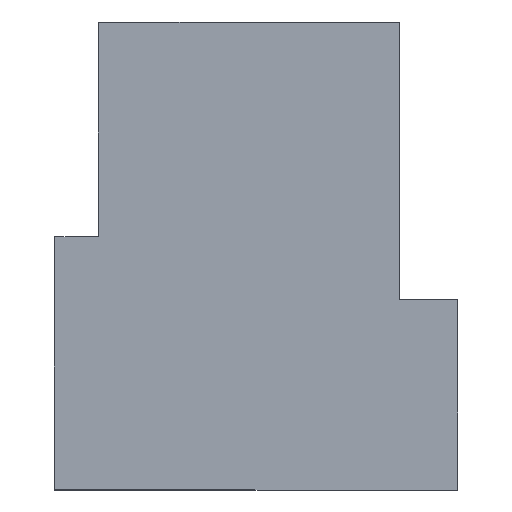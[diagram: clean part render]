
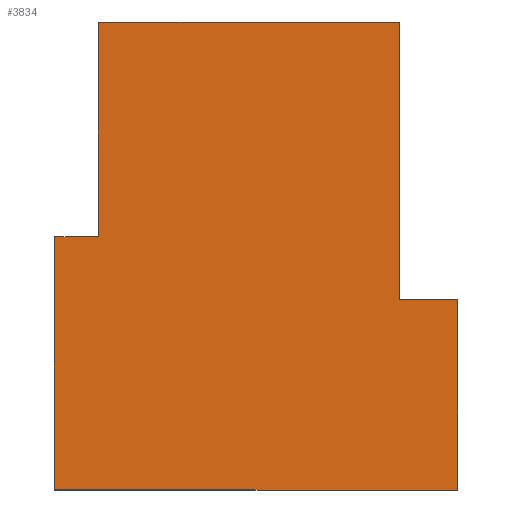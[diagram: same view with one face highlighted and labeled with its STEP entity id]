
A CAD part, front view. The second image highlights one B-rep face of the part: STEP entity #3834.
In plain terms, the highlighted planar face has unit normal (0, -1, 0).
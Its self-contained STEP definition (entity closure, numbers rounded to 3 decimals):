
#22 = VERTEX_POINT ( 'NONE', #2855 ) ;
#62 = CARTESIAN_POINT ( 'NONE',  ( 10.3, -10.2, 16. ) ) ;
#121 = CIRCLE ( 'NONE', #2943, 0.05 ) ;
#196 = DIRECTION ( 'NONE',  ( 0., 0., 1. ) ) ;
#244 = CARTESIAN_POINT ( 'NONE',  ( -10.35, -10.2, 1.35 ) ) ;
#248 = VERTEX_POINT ( 'NONE', #4126 ) ;
#284 = CIRCLE ( 'NONE', #1327, 0.05 ) ;
#351 = EDGE_CURVE ( 'NONE', #2389, #4107, #2538, .T. ) ;
#462 = CARTESIAN_POINT ( 'NONE',  ( 10.35, -10.2, -2.95 ) ) ;
#521 = DIRECTION ( 'NONE',  ( 0., 0., 1. ) ) ;
#574 = DIRECTION ( 'NONE',  ( 0., 0., 1. ) ) ;
#594 = VECTOR ( 'NONE', #2608, 1000. ) ;
#692 = LINE ( 'NONE', #955, #594 ) ;
#695 = VECTOR ( 'NONE', #2491, 1000. ) ;
#781 = DIRECTION ( 'NONE',  ( 0., -1., 0. ) ) ;
#800 = LINE ( 'NONE', #3758, #4209 ) ;
#804 = DIRECTION ( 'NONE',  ( 0., 0., 1. ) ) ;
#807 = ORIENTED_EDGE ( 'NONE', *, *, #3902, .F. ) ;
#860 = EDGE_CURVE ( 'NONE', #3914, #2563, #2966, .T. ) ;
#902 = CIRCLE ( 'NONE', #1236, 0.05 ) ;
#949 = ORIENTED_EDGE ( 'NONE', *, *, #2124, .F. ) ;
#955 = CARTESIAN_POINT ( 'NONE',  ( 10.3, -10.2, -3. ) ) ;
#998 = AXIS2_PLACEMENT_3D ( 'NONE', #244, #2574, #574 ) ;
#1004 = VECTOR ( 'NONE', #3981, 1000. ) ;
#1007 = ORIENTED_EDGE ( 'NONE', *, *, #1612, .F. ) ;
#1013 = CIRCLE ( 'NONE', #3805, 0.05 ) ;
#1014 = ORIENTED_EDGE ( 'NONE', *, *, #1463, .T. ) ;
#1102 = CARTESIAN_POINT ( 'NONE',  ( 10.3, -10.2, 15.95 ) ) ;
#1105 = CIRCLE ( 'NONE', #2947, 0.05 ) ;
#1117 = DIRECTION ( 'NONE',  ( 0., 0., 1. ) ) ;
#1173 = ORIENTED_EDGE ( 'NONE', *, *, #3084, .F. ) ;
#1236 = AXIS2_PLACEMENT_3D ( 'NONE', #3225, #1255, #2278 ) ;
#1246 = VERTEX_POINT ( 'NONE', #2916 ) ;
#1255 = DIRECTION ( 'NONE',  ( 0., -1., 0. ) ) ;
#1269 = PLANE ( 'NONE',  #4058 ) ;
#1270 = CARTESIAN_POINT ( 'NONE',  ( 14.3, -10.2, -3. ) ) ;
#1290 = AXIS2_PLACEMENT_3D ( 'NONE', #3978, #2681, #1713 ) ;
#1327 = AXIS2_PLACEMENT_3D ( 'NONE', #3083, #3402, #1117 ) ;
#1392 = CARTESIAN_POINT ( 'NONE',  ( 14.3, -10.2, -16. ) ) ;
#1422 = CARTESIAN_POINT ( 'NONE',  ( 10.25, -10.2, 15.95 ) ) ;
#1437 = ORIENTED_EDGE ( 'NONE', *, *, #2948, .T. ) ;
#1452 = DIRECTION ( 'NONE',  ( 0., 0., 1. ) ) ;
#1463 = EDGE_CURVE ( 'NONE', #1502, #3792, #284, .T. ) ;
#1500 = VERTEX_POINT ( 'NONE', #1102 ) ;
#1502 = VERTEX_POINT ( 'NONE', #4028 ) ;
#1539 = ORIENTED_EDGE ( 'NONE', *, *, #3751, .F. ) ;
#1556 = EDGE_CURVE ( 'NONE', #1896, #4107, #1105, .T. ) ;
#1572 = DIRECTION ( 'NONE',  ( 1., 0., 0. ) ) ;
#1573 = ORIENTED_EDGE ( 'NONE', *, *, #2056, .F. ) ;
#1608 = CIRCLE ( 'NONE', #998, 0.05 ) ;
#1612 = EDGE_CURVE ( 'NONE', #1500, #1246, #2454, .T. ) ;
#1613 = VECTOR ( 'NONE', #2253, 1000. ) ;
#1657 = EDGE_CURVE ( 'NONE', #1500, #3488, #3579, .T. ) ;
#1713 = DIRECTION ( 'NONE',  ( 0., 0., 1. ) ) ;
#1763 = DIRECTION ( 'NONE',  ( 0., 0., 1. ) ) ;
#1852 = CARTESIAN_POINT ( 'NONE',  ( -10.3, -10.2, 1.3 ) ) ;
#1896 = VERTEX_POINT ( 'NONE', #3923 ) ;
#2056 = EDGE_CURVE ( 'NONE', #3914, #3640, #3341, .T. ) ;
#2091 = VECTOR ( 'NONE', #1572, 1000. ) ;
#2124 = EDGE_CURVE ( 'NONE', #22, #2563, #692, .T. ) ;
#2154 = CARTESIAN_POINT ( 'NONE',  ( -10.3, -10.2, 16. ) ) ;
#2181 = DIRECTION ( 'NONE',  ( 0., 1., 0. ) ) ;
#2249 = ORIENTED_EDGE ( 'NONE', *, *, #3025, .F. ) ;
#2253 = DIRECTION ( 'NONE',  ( 0., 0., -1. ) ) ;
#2271 = ORIENTED_EDGE ( 'NONE', *, *, #2801, .T. ) ;
#2278 = DIRECTION ( 'NONE',  ( 0., 0., 1. ) ) ;
#2352 = FACE_OUTER_BOUND ( 'NONE', #2411, .T. ) ;
#2380 = ORIENTED_EDGE ( 'NONE', *, *, #351, .F. ) ;
#2389 = VERTEX_POINT ( 'NONE', #3931 ) ;
#2411 = EDGE_LOOP ( 'NONE', ( #2249, #2622, #2380, #2904, #1573, #3031, #949, #2577, #1007, #3657, #1173, #1014, #1539, #2271, #807, #1437 ) ) ;
#2417 = CARTESIAN_POINT ( 'NONE',  ( -13.25, -10.2, 1.3 ) ) ;
#2424 = CARTESIAN_POINT ( 'NONE',  ( -13.25, -10.2, -15.95 ) ) ;
#2426 = VECTOR ( 'NONE', #3684, 1000. ) ;
#2454 = LINE ( 'NONE', #62, #1004 ) ;
#2468 = LINE ( 'NONE', #2154, #695 ) ;
#2491 = DIRECTION ( 'NONE',  ( 1., 0., 0. ) ) ;
#2538 = LINE ( 'NONE', #1392, #2426 ) ;
#2552 = CARTESIAN_POINT ( 'NONE',  ( -13.3, -10.2, 1.3 ) ) ;
#2563 = VERTEX_POINT ( 'NONE', #4060 ) ;
#2574 = DIRECTION ( 'NONE',  ( 0., 1., 0. ) ) ;
#2577 = ORIENTED_EDGE ( 'NONE', *, *, #2990, .T. ) ;
#2608 = DIRECTION ( 'NONE',  ( 1., 0., 0. ) ) ;
#2622 = ORIENTED_EDGE ( 'NONE', *, *, #1556, .T. ) ;
#2629 = CARTESIAN_POINT ( 'NONE',  ( -13.25, -10.2, -16. ) ) ;
#2681 = DIRECTION ( 'NONE',  ( 0., -1., 0. ) ) ;
#2773 = CARTESIAN_POINT ( 'NONE',  ( -13.25, -10.2, 1.25 ) ) ;
#2789 = DIRECTION ( 'NONE',  ( 0., 1., 0. ) ) ;
#2801 = EDGE_CURVE ( 'NONE', #4026, #248, #1608, .T. ) ;
#2855 = CARTESIAN_POINT ( 'NONE',  ( 10.35, -10.2, -3. ) ) ;
#2871 = AXIS2_PLACEMENT_3D ( 'NONE', #1422, #3716, #1763 ) ;
#2878 = CARTESIAN_POINT ( 'NONE',  ( -13.3, -10.2, 1.25 ) ) ;
#2904 = ORIENTED_EDGE ( 'NONE', *, *, #3231, .T. ) ;
#2916 = CARTESIAN_POINT ( 'NONE',  ( 10.3, -10.2, -2.95 ) ) ;
#2919 = VECTOR ( 'NONE', #521, 1000. ) ;
#2923 = VERTEX_POINT ( 'NONE', #2417 ) ;
#2943 = AXIS2_PLACEMENT_3D ( 'NONE', #2773, #781, #3089 ) ;
#2947 = AXIS2_PLACEMENT_3D ( 'NONE', #2424, #3797, #1452 ) ;
#2948 = EDGE_CURVE ( 'NONE', #2923, #3901, #121, .T. ) ;
#2961 = LINE ( 'NONE', #2552, #2091 ) ;
#2966 = CIRCLE ( 'NONE', #1290, 0.05 ) ;
#2990 = EDGE_CURVE ( 'NONE', #22, #1246, #1013, .T. ) ;
#3025 = EDGE_CURVE ( 'NONE', #1896, #3901, #800, .T. ) ;
#3031 = ORIENTED_EDGE ( 'NONE', *, *, #860, .T. ) ;
#3083 = CARTESIAN_POINT ( 'NONE',  ( -10.25, -10.2, 15.95 ) ) ;
#3084 = EDGE_CURVE ( 'NONE', #1502, #3488, #2468, .T. ) ;
#3089 = DIRECTION ( 'NONE',  ( 0., 0., 1. ) ) ;
#3115 = CARTESIAN_POINT ( 'NONE',  ( 14.3, -10.2, -15.95 ) ) ;
#3181 = CARTESIAN_POINT ( 'NONE',  ( -10.3, -10.2, 15.95 ) ) ;
#3225 = CARTESIAN_POINT ( 'NONE',  ( 14.25, -10.2, -15.95 ) ) ;
#3231 = EDGE_CURVE ( 'NONE', #2389, #3640, #902, .T. ) ;
#3341 = LINE ( 'NONE', #1270, #1613 ) ;
#3402 = DIRECTION ( 'NONE',  ( 0., -1., 0. ) ) ;
#3488 = VERTEX_POINT ( 'NONE', #3801 ) ;
#3574 = CARTESIAN_POINT ( 'NONE',  ( -10.3, -10.2, 1.35 ) ) ;
#3579 = CIRCLE ( 'NONE', #2871, 0.05 ) ;
#3640 = VERTEX_POINT ( 'NONE', #3115 ) ;
#3657 = ORIENTED_EDGE ( 'NONE', *, *, #1657, .T. ) ;
#3684 = DIRECTION ( 'NONE',  ( -1., 0., 0. ) ) ;
#3716 = DIRECTION ( 'NONE',  ( 0., -1., 0. ) ) ;
#3751 = EDGE_CURVE ( 'NONE', #4026, #3792, #3774, .T. ) ;
#3758 = CARTESIAN_POINT ( 'NONE',  ( -13.3, -10.2, -16. ) ) ;
#3774 = LINE ( 'NONE', #1852, #2919 ) ;
#3792 = VERTEX_POINT ( 'NONE', #3181 ) ;
#3797 = DIRECTION ( 'NONE',  ( 0., -1., 0. ) ) ;
#3801 = CARTESIAN_POINT ( 'NONE',  ( 10.25, -10.2, 16. ) ) ;
#3805 = AXIS2_PLACEMENT_3D ( 'NONE', #462, #2789, #804 ) ;
#3834 = ADVANCED_FACE ( 'NONE', ( #2352 ), #1269, .F. ) ;
#3901 = VERTEX_POINT ( 'NONE', #2878 ) ;
#3902 = EDGE_CURVE ( 'NONE', #2923, #248, #2961, .T. ) ;
#3914 = VERTEX_POINT ( 'NONE', #4212 ) ;
#3923 = CARTESIAN_POINT ( 'NONE',  ( -13.3, -10.2, -15.95 ) ) ;
#3931 = CARTESIAN_POINT ( 'NONE',  ( 14.25, -10.2, -16. ) ) ;
#3978 = CARTESIAN_POINT ( 'NONE',  ( 14.25, -10.2, -3.05 ) ) ;
#3981 = DIRECTION ( 'NONE',  ( 0., 0., -1. ) ) ;
#4026 = VERTEX_POINT ( 'NONE', #3574 ) ;
#4028 = CARTESIAN_POINT ( 'NONE',  ( -10.25, -10.2, 16. ) ) ;
#4058 = AXIS2_PLACEMENT_3D ( 'NONE', #4149, #2181, #196 ) ;
#4060 = CARTESIAN_POINT ( 'NONE',  ( 14.25, -10.2, -3. ) ) ;
#4096 = DIRECTION ( 'NONE',  ( 0., 0., 1. ) ) ;
#4107 = VERTEX_POINT ( 'NONE', #2629 ) ;
#4126 = CARTESIAN_POINT ( 'NONE',  ( -10.35, -10.2, 1.3 ) ) ;
#4149 = CARTESIAN_POINT ( 'NONE',  ( 0., -10.2, 0. ) ) ;
#4209 = VECTOR ( 'NONE', #4096, 1000. ) ;
#4212 = CARTESIAN_POINT ( 'NONE',  ( 14.3, -10.2, -3.05 ) ) ;
